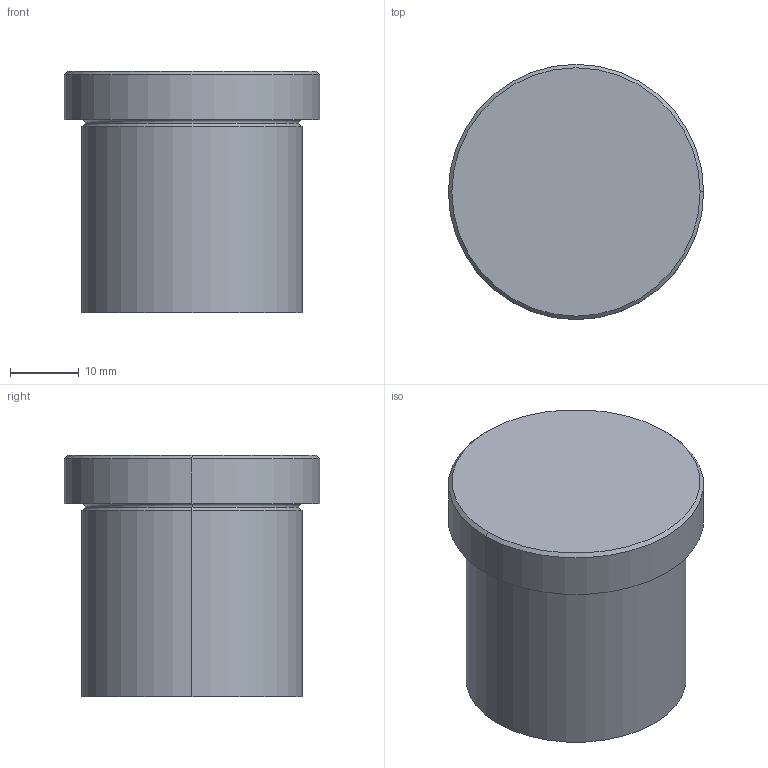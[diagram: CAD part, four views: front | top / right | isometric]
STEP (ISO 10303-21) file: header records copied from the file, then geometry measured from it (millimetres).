
FILE_DESCRIPTION (( 'STEP AP203' ), '1' );
FILE_NAME ('cc8f.STEP', '2024-01-02T19:17:05', ( '' ), ( '' ), 'SwSTEP 2.0', 'SolidWorks 2019', '' );
FILE_SCHEMA (( 'CONFIG_CONTROL_DESIGN' ));
Length unit declared in the file: millimetre
Products named in the file (1): cc8f
Bounding box: 37 x 37 x 35 mm (x, y, z)
Volume: 29992.1 mm3; surface area: 5798.8 mm2
Topology: 1 solids, 1 shells, 13 faces, 24 edges, 14 vertices
Faces by surface type: torus 4, cylinder 4, plane 3, cone 2
Entity records: 405 total; most frequent: DIRECTION 70, CARTESIAN_POINT 52, ORIENTED_EDGE 48, AXIS2_PLACEMENT_3D 32, EDGE_CURVE 24, CIRCLE 18, VERTEX_POINT 14, EDGE_LOOP 14
